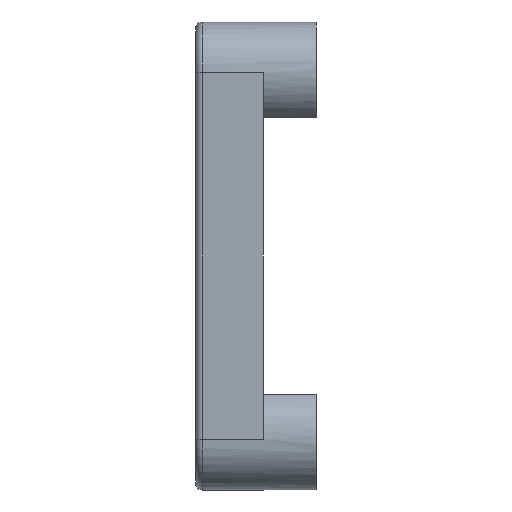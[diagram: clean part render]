
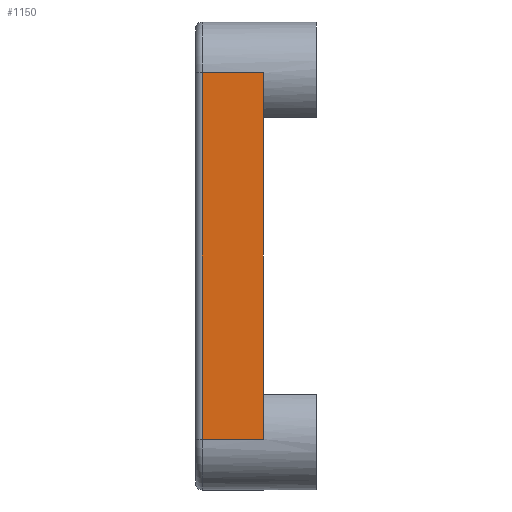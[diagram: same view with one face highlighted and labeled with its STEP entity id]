
A CAD part, left-side view. The second image highlights one B-rep face of the part: STEP entity #1150.
In plain terms, the highlighted planar face has unit normal (-1, 0, 0).
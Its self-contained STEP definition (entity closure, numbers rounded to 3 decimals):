
#114 = VERTEX_POINT ( 'NONE', #1976 ) ;
#213 = DIRECTION ( 'NONE',  ( 0., 0., -1. ) ) ;
#229 = LINE ( 'NONE', #1450, #1817 ) ;
#264 = EDGE_CURVE ( 'NONE', #1852, #378, #1600, .T. ) ;
#269 = ORIENTED_EDGE ( 'NONE', *, *, #495, .T. ) ;
#359 = CARTESIAN_POINT ( 'NONE',  ( -25.75, -0.5, -13.5 ) ) ;
#378 = VERTEX_POINT ( 'NONE', #436 ) ;
#436 = CARTESIAN_POINT ( 'NONE',  ( -25.75, -5., 13.5 ) ) ;
#438 = VECTOR ( 'NONE', #1396, 1000. ) ;
#495 = EDGE_CURVE ( 'NONE', #378, #114, #2302, .T. ) ;
#705 = DIRECTION ( 'NONE',  ( 0., 0., 1. ) ) ;
#938 = VECTOR ( 'NONE', #1606, 1000. ) ;
#1022 = CARTESIAN_POINT ( 'NONE',  ( -25.75, -5., -13.5 ) ) ;
#1150 = ADVANCED_FACE ( 'NONE', ( #2169 ), #1519, .T. ) ;
#1292 = CARTESIAN_POINT ( 'NONE',  ( -25.75, -5., 13.5 ) ) ;
#1304 = ORIENTED_EDGE ( 'NONE', *, *, #2266, .F. ) ;
#1390 = CARTESIAN_POINT ( 'NONE',  ( -25.75, -5., -13.5 ) ) ;
#1396 = DIRECTION ( 'NONE',  ( 0., 0., 1. ) ) ;
#1450 = CARTESIAN_POINT ( 'NONE',  ( -25.75, -0.5, -13.5 ) ) ;
#1462 = VERTEX_POINT ( 'NONE', #359 ) ;
#1519 = PLANE ( 'NONE',  #2521 ) ;
#1600 = LINE ( 'NONE', #2644, #438 ) ;
#1606 = DIRECTION ( 'NONE',  ( 0., 1., 0. ) ) ;
#1641 = EDGE_CURVE ( 'NONE', #114, #1462, #229, .T. ) ;
#1657 = ORIENTED_EDGE ( 'NONE', *, *, #1641, .T. ) ;
#1682 = ORIENTED_EDGE ( 'NONE', *, *, #264, .T. ) ;
#1743 = VECTOR ( 'NONE', #1839, 1000. ) ;
#1817 = VECTOR ( 'NONE', #213, 1000. ) ;
#1839 = DIRECTION ( 'NONE',  ( 0., 1., 0. ) ) ;
#1846 = LINE ( 'NONE', #1390, #938 ) ;
#1852 = VERTEX_POINT ( 'NONE', #1022 ) ;
#1937 = DIRECTION ( 'NONE',  ( -1., 0., 0. ) ) ;
#1976 = CARTESIAN_POINT ( 'NONE',  ( -25.75, -0.5, 13.5 ) ) ;
#2094 = EDGE_LOOP ( 'NONE', ( #269, #1657, #1304, #1682 ) ) ;
#2169 = FACE_OUTER_BOUND ( 'NONE', #2094, .T. ) ;
#2266 = EDGE_CURVE ( 'NONE', #1852, #1462, #1846, .T. ) ;
#2302 = LINE ( 'NONE', #1292, #1743 ) ;
#2353 = CARTESIAN_POINT ( 'NONE',  ( -25.75, -5., -13.5 ) ) ;
#2521 = AXIS2_PLACEMENT_3D ( 'NONE', #2353, #1937, #705 ) ;
#2644 = CARTESIAN_POINT ( 'NONE',  ( -25.75, -5., -13.5 ) ) ;
